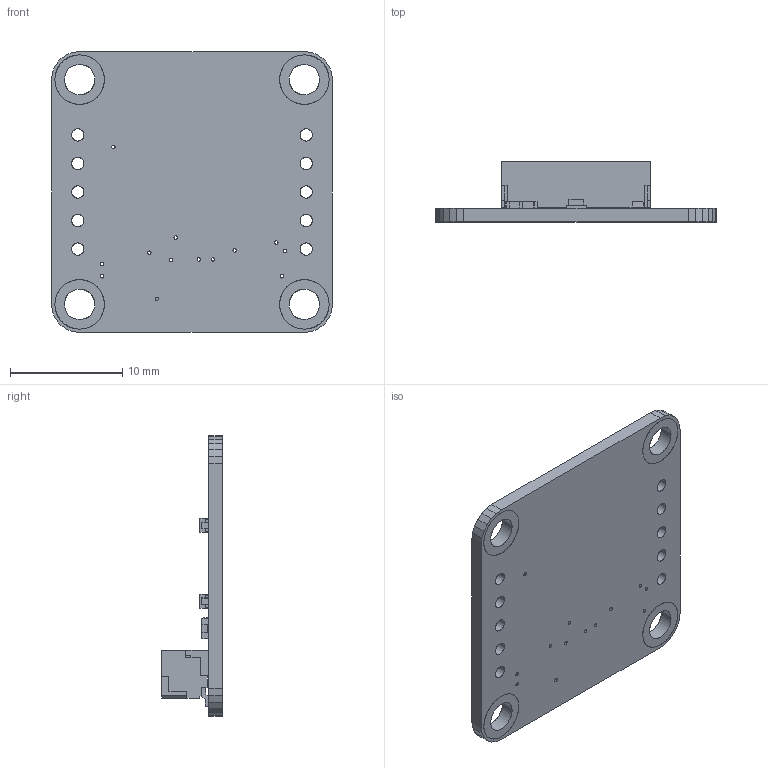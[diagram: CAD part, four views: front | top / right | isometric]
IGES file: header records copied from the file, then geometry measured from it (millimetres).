
Start section: SolidWorks IGES file using analytic representation for surfaces
Global section: file name: NSE-1146-2.igs; native system: SolidWorks 2016; preprocessor: SolidWorks 2016; author: jelie; date: 201124.180105; units: millimetre
Bounding box: 25 x 5.41 x 25 mm (x, y, z)
Surface area: 1937 mm2 (no closed solid volume)
Topology: 0 solids, 0 shells, 719 faces, 5356 edges, 5356 vertices
Faces by surface type: bspline 633, revolution 86
